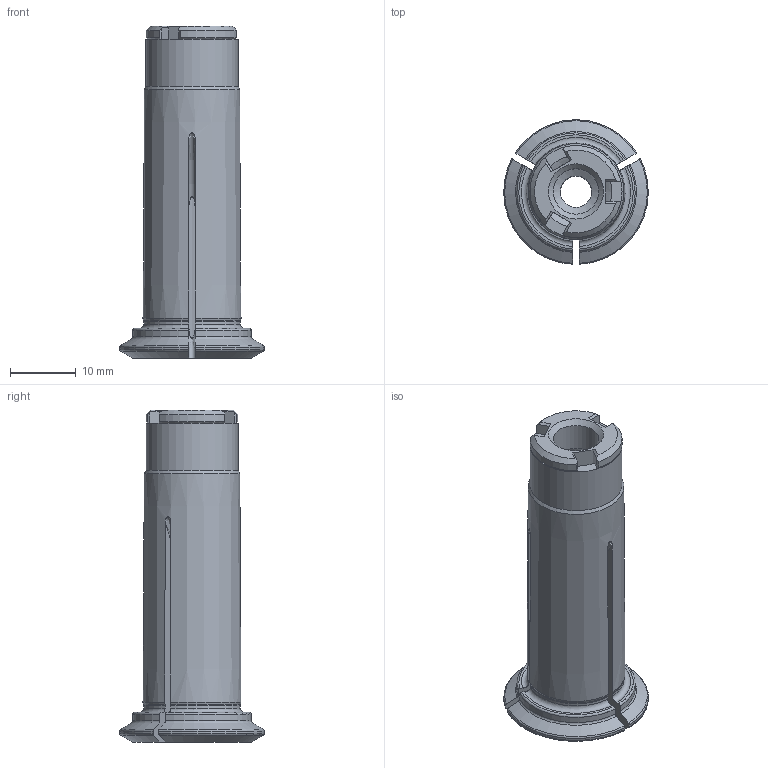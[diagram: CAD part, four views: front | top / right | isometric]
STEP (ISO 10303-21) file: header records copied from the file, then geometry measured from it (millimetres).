
FILE_DESCRIPTION(/* description */ (''),/* implementation_level */ '2;1');
FILE_NAME(/* name */ '171504768.stp',/* time_stamp */ '2021-01-08T12:14:31',/* author */ ('LRA'),/* organization */ ('REGO-FIX'),/* preprocessor_version */ ' Unknown',/* originating_system */ 'SIEMENS PLM Software Solid Edge ST10',/* authorization */ 'Unknown');
FILE_SCHEMA (('AUTOMOTIVE_DESIGN { 1 0 10303 214 2 1 1}'));
Length unit declared in the file: millimetre
Products named in the file (1): 0016405
Bounding box: 21.99 x 21.99 x 50.5 mm (x, y, z)
Volume: 556.2 mm3; surface area: 5534.8 mm2
Topology: 1 solids, 2 shells, 121 faces, 352 edges, 233 vertices
Faces by surface type: plane 39, torus 31, cylinder 26, cone 25
Full cylindrical faces by diameter (mm): 4.763 x1, 6.917 x1, 7.2 x1, 8.2 x1, 8.5 x1, 10.917 x1, 12.2 x1, 14 x1
Entity records: 4980 total; most frequent: CARTESIAN_POINT 1152, ORIENTED_EDGE 652, DIRECTION 557, EDGE_CURVE 326, AXIS2_PLACEMENT_3D 229, VERTEX_POINT 224, EDGE_LOOP 146, FACE_BOUND 146
